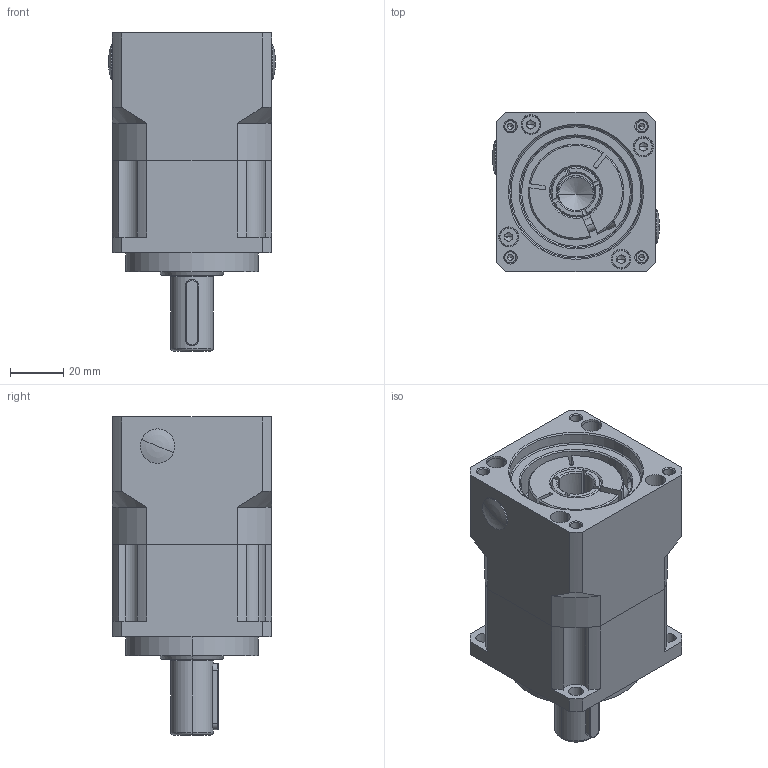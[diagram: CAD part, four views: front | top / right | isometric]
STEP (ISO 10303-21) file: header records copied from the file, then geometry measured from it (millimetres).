
FILE_DESCRIPTION (( 'STEP AP203' ), '1' );
FILE_NAME ('060等僇俋夤.STEP', '2018-01-17T03:03:00', ( 'Sky123.Org' ), ( 'Sky123.Org' ), 'SwSTEP 2.0', 'SolidWorks 2012', '' );
FILE_SCHEMA (( 'CONFIG_CONTROL_DESIGN' ));
Length unit declared in the file: millimetre
Products named in the file (1): 060等僇俋夤
Bounding box: 63 x 60 x 120 mm (x, y, z)
Volume: 264591.9 mm3; surface area: 60146 mm2
Topology: 15 solids, 16 shells, 531 faces, 1298 edges, 799 vertices
Faces by surface type: plane 186, cylinder 163, cone 110, torus 44, bspline 28
Entity records: 16766 total; most frequent: CARTESIAN_POINT 4230, DIRECTION 2699, ORIENTED_EDGE 2540, EDGE_CURVE 1270, AXIS2_PLACEMENT_3D 1084, VERTEX_POINT 799, EDGE_LOOP 599, CIRCLE 580
